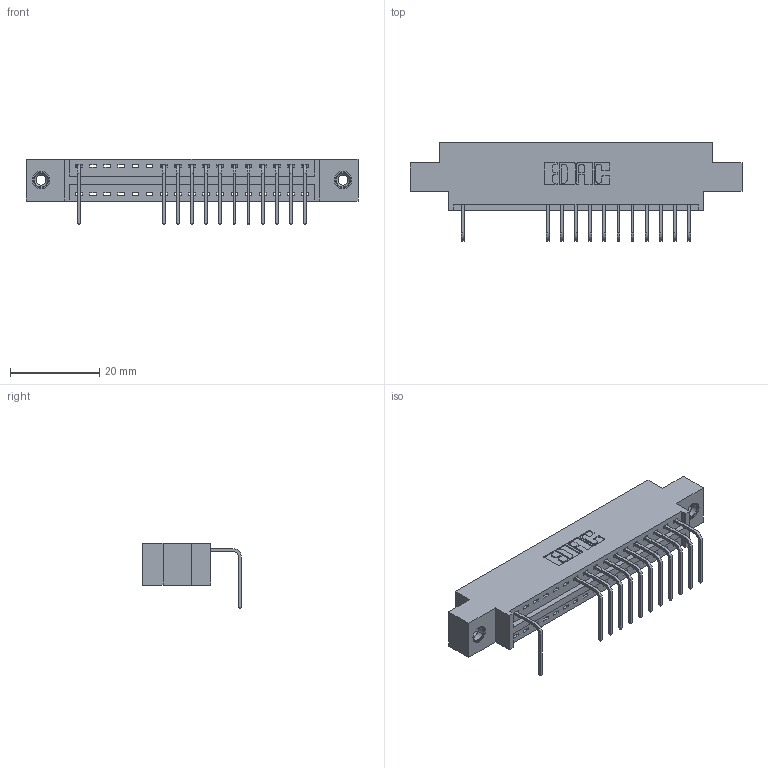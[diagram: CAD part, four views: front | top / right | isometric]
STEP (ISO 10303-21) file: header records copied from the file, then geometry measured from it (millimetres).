
FILE_DESCRIPTION (( 'STEP AP203' ), '1' );
FILE_NAME ('346-017-558-608.STEP', '2018-08-20T06:33:16', ( '' ), ( '' ), 'SwSTEP 2.0', 'SolidWorks 2016', '' );
FILE_SCHEMA (( 'CONFIG_CONTROL_DESIGN' ));
Length unit declared in the file: inch
Products named in the file (4): 345-292-001_558 Tail - 2; 345-250-001_345-250-003-102; 346-017-558-608; 346 Part_0.170 Offset - 0.156 Dia-TI
Assembly tree (15 placements, depth 2):
  346-017-558-608
    346 Part_0.170 Offset - 0.156 Dia-TI
    345-292-001_558 Tail - 2  x12
    345-250-001_345-250-003-102  x2
Bounding box: 74.55 x 22.16 x 14.73 mm (x, y, z)
Volume: 6785.4 mm3; surface area: 8324.1 mm2
Topology: 15 solids, 15 shells, 966 faces, 2871 edges, 1890 vertices
Faces by surface type: plane 666, cylinder 284, cone 12, torus 4
Entity records: 15158 total; most frequent: CARTESIAN_POINT 2613, ORIENTED_EDGE 2562, DIRECTION 2355, EDGE_CURVE 1281, VECTOR 1061, LINE 1061, VERTEX_POINT 848, AXIS2_PLACEMENT_3D 647
